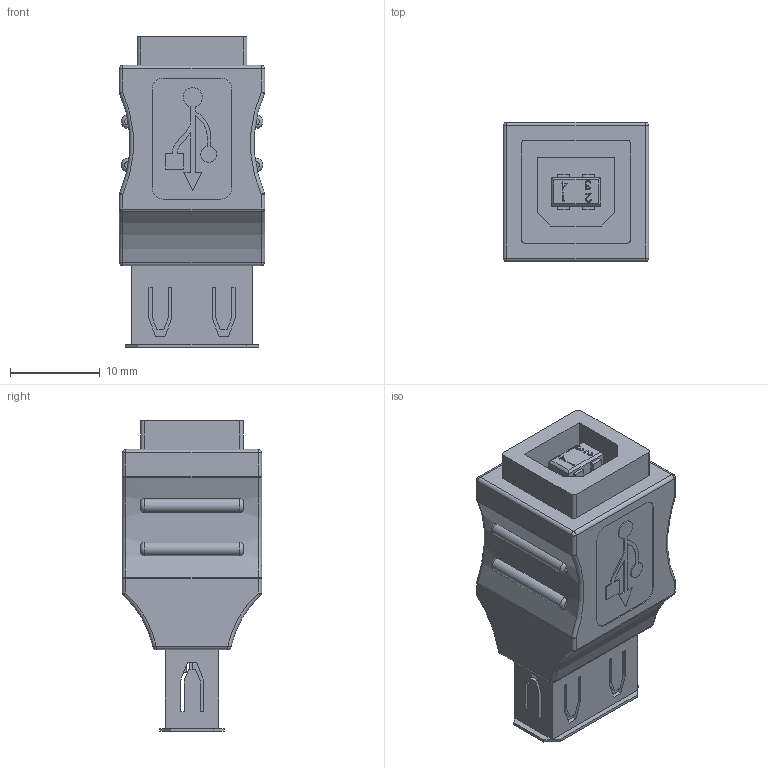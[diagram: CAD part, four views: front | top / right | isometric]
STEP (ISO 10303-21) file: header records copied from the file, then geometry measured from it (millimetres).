
FILE_DESCRIPTION (( 'STEP AP203' ), '1' );
FILE_NAME ('UAD013FF.STEP', '2006-06-30T18:57:36', ( ' ' ), ( ' ' ), 'SwSTEP 2.0', 'SolidWorks 2005354', '' );
FILE_SCHEMA (( 'CONFIG_CONTROL_DESIGN' ));
Length unit declared in the file: inch
Products named in the file (1): UAD013FF
Bounding box: 16.21 x 15.49 x 34.59 mm (x, y, z)
Volume: 5246.4 mm3; surface area: 3360.2 mm2
Topology: 1 solids, 1 shells, 427 faces, 1142 edges, 728 vertices
Faces by surface type: plane 284, cylinder 50, bspline 49, torus 24, sphere 20
Entity records: 17269 total; most frequent: CARTESIAN_POINT 6847, ORIENTED_EDGE 2252, DIRECTION 1930, EDGE_CURVE 1126, LINE 852, VECTOR 852, VERTEX_POINT 728, AXIS2_PLACEMENT_3D 539
